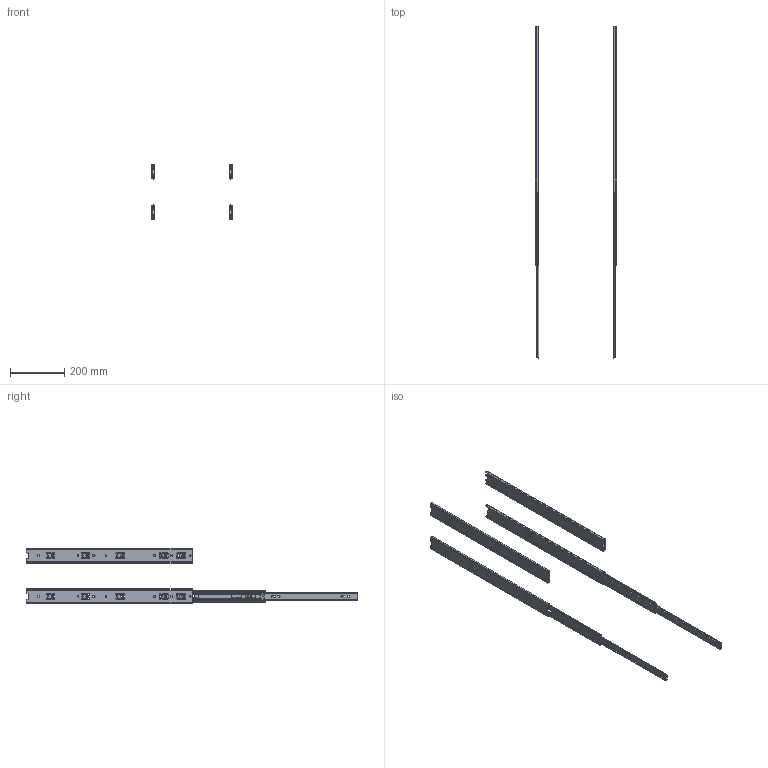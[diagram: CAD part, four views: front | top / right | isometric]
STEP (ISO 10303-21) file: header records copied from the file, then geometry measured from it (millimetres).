
FILE_DESCRIPTION( ( 'Unknown' ), '1' );
FILE_NAME( '81A02(24)組合.stp', 'Unknown', ( 'Unknown' ), ( 'Unknown' ), 'PSStep 14.0', 'Unknown', ' ' );
FILE_SCHEMA( ( 'AUTOMOTIVE_DESIGN { 1 0 10303 214 1 1 1 1 }' ) );
Length unit declared in the file: millimetre
Products named in the file (7): Assem1; 81A02外框(); 81A02中框(); 81A02內框(); 81A02外框()_mir; 81A02中框()_mir; 81A02內框()_mir
Assembly tree (12 placements, depth 2):
  Assem1
    81A02外框()  x2
    81A02中框()  x2
    81A02內框()  x2
    81A02外框()_mir  x2
    81A02中框()_mir  x2
    81A02內框()_mir  x2
Bounding box: 300 x 1220 x 204.48 mm (x, y, z)
Volume: 715959.3 mm3; surface area: 893614.6 mm2
Topology: 12 solids, 12 shells, 1500 faces, 4484 edges, 3000 vertices
Faces by surface type: cylinder 796, plane 704
Full cylindrical faces by diameter (mm): 3.2 x8, 4.6 x24, 5.1 x4, 6.4 x20
Entity records: 31827 total; most frequent: CARTESIAN_POINT 4650, DIRECTION 4512, ORIENTED_EDGE 4372, EDGE_CURVE 2186, AXIS2_PLACEMENT_3D 1573, VERTEX_POINT 1472, LINE 1366, VECTOR 1366
